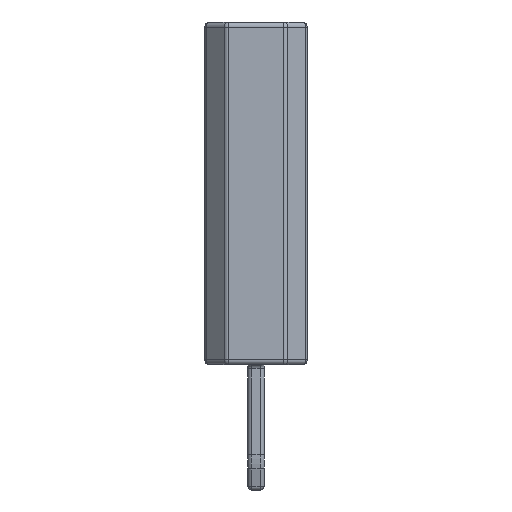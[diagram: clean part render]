
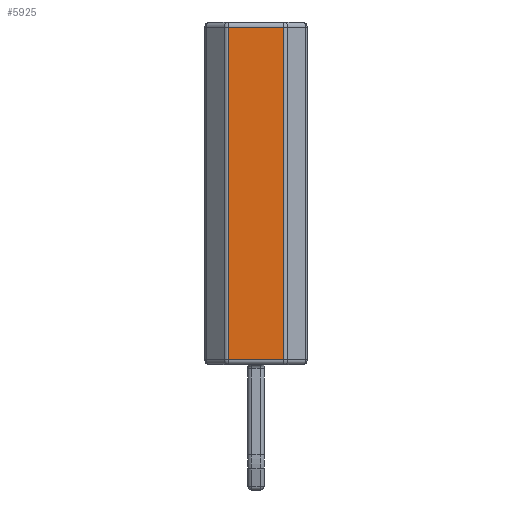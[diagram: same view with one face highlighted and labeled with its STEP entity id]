
A CAD part, left-side view. The second image highlights one B-rep face of the part: STEP entity #5925.
In plain terms, the highlighted planar face has unit normal (-1, 0, 0).
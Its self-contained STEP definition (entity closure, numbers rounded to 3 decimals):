
#5267 = CYLINDRICAL_SURFACE('',#5268,0.125);
#5268 = AXIS2_PLACEMENT_3D('',#5269,#5270,#5271);
#5269 = CARTESIAN_POINT('',(-1.145,0.692,0.));
#5270 = DIRECTION('',(0.,0.,1.));
#5271 = DIRECTION('',(-0.707,0.707,0.));
#5372 = VERTEX_POINT('',#5373);
#5373 = CARTESIAN_POINT('',(-1.27,0.692,0.125));
#5400 = EDGE_CURVE('',#5372,#5401,#5403,.T.);
#5401 = VERTEX_POINT('',#5402);
#5402 = CARTESIAN_POINT('',(-1.27,0.692,8.375));
#5403 = SURFACE_CURVE('',#5404,(#5408,#5415),.PCURVE_S1.);
#5404 = LINE('',#5405,#5406);
#5405 = CARTESIAN_POINT('',(-1.27,0.692,0.));
#5406 = VECTOR('',#5407,1.);
#5407 = DIRECTION('',(0.,0.,1.));
#5408 = PCURVE('',#5267,#5409);
#5409 = DEFINITIONAL_REPRESENTATION('',(#5410),#5414);
#5410 = LINE('',#5411,#5412);
#5411 = CARTESIAN_POINT('',(0.785,0.));
#5412 = VECTOR('',#5413,1.);
#5413 = DIRECTION('',(0.,1.));
#5414 = ( GEOMETRIC_REPRESENTATION_CONTEXT(2) 
PARAMETRIC_REPRESENTATION_CONTEXT() REPRESENTATION_CONTEXT('2D SPACE',''
  ) );
#5415 = PCURVE('',#5416,#5421);
#5416 = PLANE('',#5417);
#5417 = AXIS2_PLACEMENT_3D('',#5418,#5419,#5420);
#5418 = CARTESIAN_POINT('',(-1.27,-0.744,0.));
#5419 = DIRECTION('',(-1.,0.,0.));
#5420 = DIRECTION('',(0.,1.,0.));
#5421 = DEFINITIONAL_REPRESENTATION('',(#5422),#5426);
#5422 = LINE('',#5423,#5424);
#5423 = CARTESIAN_POINT('',(1.436,0.));
#5424 = VECTOR('',#5425,1.);
#5425 = DIRECTION('',(0.,-1.));
#5426 = ( GEOMETRIC_REPRESENTATION_CONTEXT(2) 
PARAMETRIC_REPRESENTATION_CONTEXT() REPRESENTATION_CONTEXT('2D SPACE',''
  ) );
#5630 = CYLINDRICAL_SURFACE('',#5631,0.125);
#5631 = AXIS2_PLACEMENT_3D('',#5632,#5633,#5634);
#5632 = CARTESIAN_POINT('',(-1.145,-0.744,8.375));
#5633 = DIRECTION('',(0.,1.,0.));
#5634 = DIRECTION('',(-1.,0.,0.));
#5912 = CYLINDRICAL_SURFACE('',#5913,0.125);
#5913 = AXIS2_PLACEMENT_3D('',#5914,#5915,#5916);
#5914 = CARTESIAN_POINT('',(-1.145,-0.744,0.125));
#5915 = DIRECTION('',(0.,1.,0.));
#5916 = DIRECTION('',(-1.,0.,0.));
#5925 = ADVANCED_FACE('',(#5926),#5416,.T.);
#5926 = FACE_BOUND('',#5927,.T.);
#5927 = EDGE_LOOP('',(#5928,#5951,#5952,#5975));
#5928 = ORIENTED_EDGE('',*,*,#5929,.T.);
#5929 = EDGE_CURVE('',#5930,#5401,#5932,.T.);
#5930 = VERTEX_POINT('',#5931);
#5931 = CARTESIAN_POINT('',(-1.27,-0.692,8.375));
#5932 = SURFACE_CURVE('',#5933,(#5937,#5944),.PCURVE_S1.);
#5933 = LINE('',#5934,#5935);
#5934 = CARTESIAN_POINT('',(-1.27,-0.744,8.375));
#5935 = VECTOR('',#5936,1.);
#5936 = DIRECTION('',(0.,1.,0.));
#5937 = PCURVE('',#5416,#5938);
#5938 = DEFINITIONAL_REPRESENTATION('',(#5939),#5943);
#5939 = LINE('',#5940,#5941);
#5940 = CARTESIAN_POINT('',(0.,-8.375));
#5941 = VECTOR('',#5942,1.);
#5942 = DIRECTION('',(1.,0.));
#5943 = ( GEOMETRIC_REPRESENTATION_CONTEXT(2) 
PARAMETRIC_REPRESENTATION_CONTEXT() REPRESENTATION_CONTEXT('2D SPACE',''
  ) );
#5944 = PCURVE('',#5630,#5945);
#5945 = DEFINITIONAL_REPRESENTATION('',(#5946),#5950);
#5946 = LINE('',#5947,#5948);
#5947 = CARTESIAN_POINT('',(0.,0.));
#5948 = VECTOR('',#5949,1.);
#5949 = DIRECTION('',(0.,1.));
#5950 = ( GEOMETRIC_REPRESENTATION_CONTEXT(2) 
PARAMETRIC_REPRESENTATION_CONTEXT() REPRESENTATION_CONTEXT('2D SPACE',''
  ) );
#5951 = ORIENTED_EDGE('',*,*,#5400,.F.);
#5952 = ORIENTED_EDGE('',*,*,#5953,.F.);
#5953 = EDGE_CURVE('',#5954,#5372,#5956,.T.);
#5954 = VERTEX_POINT('',#5955);
#5955 = CARTESIAN_POINT('',(-1.27,-0.692,0.125));
#5956 = SURFACE_CURVE('',#5957,(#5961,#5968),.PCURVE_S1.);
#5957 = LINE('',#5958,#5959);
#5958 = CARTESIAN_POINT('',(-1.27,-0.744,0.125));
#5959 = VECTOR('',#5960,1.);
#5960 = DIRECTION('',(0.,1.,0.));
#5961 = PCURVE('',#5416,#5962);
#5962 = DEFINITIONAL_REPRESENTATION('',(#5963),#5967);
#5963 = LINE('',#5964,#5965);
#5964 = CARTESIAN_POINT('',(0.,-0.125));
#5965 = VECTOR('',#5966,1.);
#5966 = DIRECTION('',(1.,0.));
#5967 = ( GEOMETRIC_REPRESENTATION_CONTEXT(2) 
PARAMETRIC_REPRESENTATION_CONTEXT() REPRESENTATION_CONTEXT('2D SPACE',''
  ) );
#5968 = PCURVE('',#5912,#5969);
#5969 = DEFINITIONAL_REPRESENTATION('',(#5970),#5974);
#5970 = LINE('',#5971,#5972);
#5971 = CARTESIAN_POINT('',(-0.,0.));
#5972 = VECTOR('',#5973,1.);
#5973 = DIRECTION('',(-0.,1.));
#5974 = ( GEOMETRIC_REPRESENTATION_CONTEXT(2) 
PARAMETRIC_REPRESENTATION_CONTEXT() REPRESENTATION_CONTEXT('2D SPACE',''
  ) );
#5975 = ORIENTED_EDGE('',*,*,#5976,.T.);
#5976 = EDGE_CURVE('',#5954,#5930,#5977,.T.);
#5977 = SURFACE_CURVE('',#5978,(#5982,#5989),.PCURVE_S1.);
#5978 = LINE('',#5979,#5980);
#5979 = CARTESIAN_POINT('',(-1.27,-0.692,0.));
#5980 = VECTOR('',#5981,1.);
#5981 = DIRECTION('',(0.,0.,1.));
#5982 = PCURVE('',#5416,#5983);
#5983 = DEFINITIONAL_REPRESENTATION('',(#5984),#5988);
#5984 = LINE('',#5985,#5986);
#5985 = CARTESIAN_POINT('',(0.052,0.));
#5986 = VECTOR('',#5987,1.);
#5987 = DIRECTION('',(0.,-1.));
#5988 = ( GEOMETRIC_REPRESENTATION_CONTEXT(2) 
PARAMETRIC_REPRESENTATION_CONTEXT() REPRESENTATION_CONTEXT('2D SPACE',''
  ) );
#5989 = PCURVE('',#5990,#5995);
#5990 = CYLINDRICAL_SURFACE('',#5991,0.125);
#5991 = AXIS2_PLACEMENT_3D('',#5992,#5993,#5994);
#5992 = CARTESIAN_POINT('',(-1.145,-0.692,0.));
#5993 = DIRECTION('',(0.,0.,1.));
#5994 = DIRECTION('',(-1.,0.,0.));
#5995 = DEFINITIONAL_REPRESENTATION('',(#5996),#6000);
#5996 = LINE('',#5997,#5998);
#5997 = CARTESIAN_POINT('',(0.,0.));
#5998 = VECTOR('',#5999,1.);
#5999 = DIRECTION('',(0.,1.));
#6000 = ( GEOMETRIC_REPRESENTATION_CONTEXT(2) 
PARAMETRIC_REPRESENTATION_CONTEXT() REPRESENTATION_CONTEXT('2D SPACE',''
  ) );
